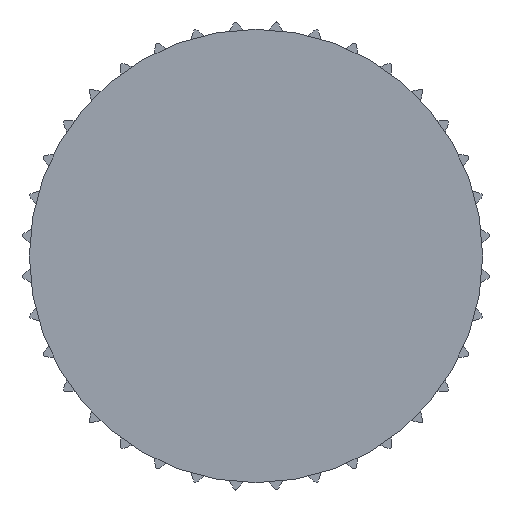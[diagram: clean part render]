
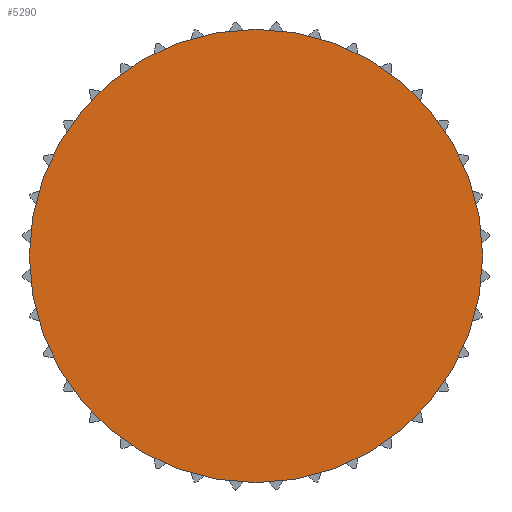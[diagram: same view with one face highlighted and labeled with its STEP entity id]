
A CAD part, front view. The second image highlights one B-rep face of the part: STEP entity #5290.
In plain terms, the highlighted planar face has unit normal (0, -1, 0).
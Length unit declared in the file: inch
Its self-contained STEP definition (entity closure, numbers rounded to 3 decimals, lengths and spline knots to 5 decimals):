
#33=PLANE('',#5719);
#135=FACE_OUTER_BOUND('',#395,.T.);
#395=EDGE_LOOP('',(#3784,#3785));
#653=CIRCLE('',#5583,0.10827);
#654=CIRCLE('',#5584,0.10827);
#2034=VERTEX_POINT('',#9500);
#2035=VERTEX_POINT('',#9501);
#2664=EDGE_CURVE('',#2034,#2035,#653,.T.);
#2665=EDGE_CURVE('',#2035,#2034,#654,.T.);
#3784=ORIENTED_EDGE('',*,*,#2664,.T.);
#3785=ORIENTED_EDGE('',*,*,#2665,.T.);
#5290=ADVANCED_FACE('',(#135),#33,.T.);
#5583=AXIS2_PLACEMENT_3D('',#9502,#6194,#6195);
#5584=AXIS2_PLACEMENT_3D('',#9503,#6196,#6197);
#5719=AXIS2_PLACEMENT_3D('',#10022,#6539,#6540);
#6194=DIRECTION('center_axis',(0.,-1.,0.));
#6195=DIRECTION('ref_axis',(0.,0.,-1.));
#6196=DIRECTION('center_axis',(0.,-1.,0.));
#6197=DIRECTION('ref_axis',(0.,0.,-1.));
#6539=DIRECTION('center_axis',(0.,-1.,0.));
#6540=DIRECTION('ref_axis',(0.,0.,-1.));
#9500=CARTESIAN_POINT('',(0.,0.,-0.10827));
#9501=CARTESIAN_POINT('',(0.,0.,0.10827));
#9502=CARTESIAN_POINT('Origin',(0.,0.,0.));
#9503=CARTESIAN_POINT('Origin',(0.,0.,0.));
#10022=CARTESIAN_POINT('Origin',(0.,0.,0.));
